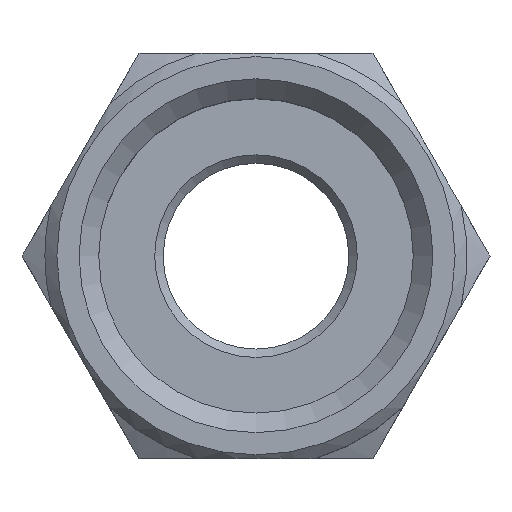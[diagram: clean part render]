
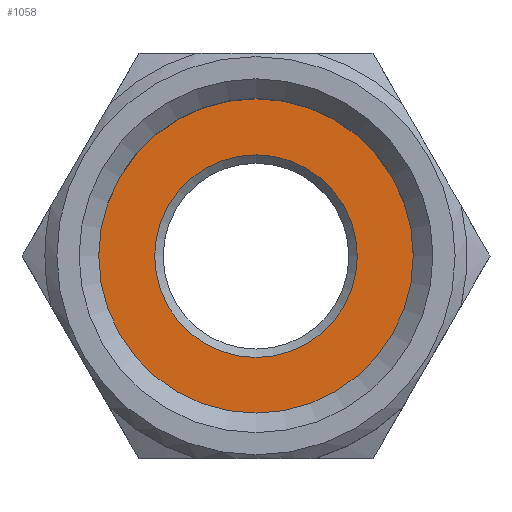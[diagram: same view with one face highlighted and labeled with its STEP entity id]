
A CAD part, top view. The second image highlights one B-rep face of the part: STEP entity #1058.
In plain terms, the highlighted planar face has unit normal (0, 0, 1).
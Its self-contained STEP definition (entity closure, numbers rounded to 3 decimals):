
#159=ORIENTED_EDGE('',*,*,#327,.T.);
#160=ORIENTED_EDGE('',*,*,#326,.F.);
#326=EDGE_CURVE('',#418,#418,#486,.T.);
#327=EDGE_CURVE('',#419,#419,#487,.T.);
#418=VERTEX_POINT('',#1459);
#419=VERTEX_POINT('',#1462);
#486=CIRCLE('',#1133,9.316);
#487=CIRCLE('',#1135,6.);
#547=EDGE_LOOP('',(#159));
#548=EDGE_LOOP('',(#160));
#625=FACE_BOUND('',#547,.T.);
#626=FACE_BOUND('',#548,.T.);
#672=PLANE('',#1134);
#1058=ADVANCED_FACE('',(#625,#626),#672,.T.);
#1133=AXIS2_PLACEMENT_3D('',#1458,#1267,#1268);
#1134=AXIS2_PLACEMENT_3D('',#1460,#1269,#1270);
#1135=AXIS2_PLACEMENT_3D('',#1461,#1271,#1272);
#1267=DIRECTION('',(0.,0.,-1.));
#1268=DIRECTION('',(0.,1.,0.));
#1269=DIRECTION('',(0.,0.,1.));
#1270=DIRECTION('',(0.,-1.,0.));
#1271=DIRECTION('',(0.,0.,-1.));
#1272=DIRECTION('',(0.,1.,0.));
#1458=CARTESIAN_POINT('',(0.,0.,-14.));
#1459=CARTESIAN_POINT('',(0.,9.316,-14.));
#1460=CARTESIAN_POINT('',(0.,9.316,-14.));
#1461=CARTESIAN_POINT('',(0.,0.,-14.));
#1462=CARTESIAN_POINT('',(0.,6.,-14.));
